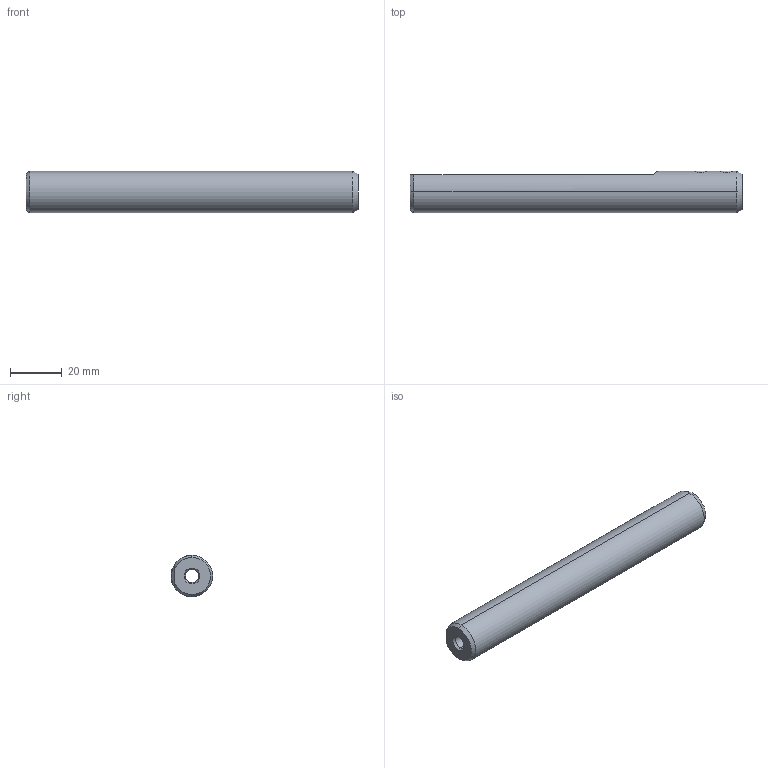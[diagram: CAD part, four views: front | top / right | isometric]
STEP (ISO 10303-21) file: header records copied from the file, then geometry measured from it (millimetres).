
FILE_DESCRIPTION (( 'STEP AP203' ), '1' );
FILE_NAME ('U16-U10.K01.128.STEP', '2017-11-10T10:40:42', ( 'SWIAdmin' ), ( 'Hewlett-Packard Company' ), 'SwSTEP 2.0', 'SolidWorks 2017', '' );
FILE_SCHEMA (( 'CONFIG_CONTROL_DESIGN' ));
Length unit declared in the file: millimetre
Products named in the file (3): U10-ER1.001.003_A; U16-U10.K01.128; U16-U10.K01.128_A
Assembly tree (3 placements, depth 2):
  U16-U10.K01.128
    U16-U10.K01.128_A
    U10-ER1.001.003_A  x2
Bounding box: 128 x 16 x 16 mm (x, y, z)
Volume: 20743 mm3; surface area: 9315.9 mm2
Topology: 3 solids, 3 shells, 58 faces, 131 edges, 80 vertices
Faces by surface type: plane 21, cone 17, cylinder 16, torus 4
Entity records: 1802 total; most frequent: CARTESIAN_POINT 462, DIRECTION 228, ORIENTED_EDGE 198, EDGE_CURVE 99, AXIS2_PLACEMENT_3D 90, VERTEX_POINT 60, EDGE_LOOP 53, VECTOR 48
